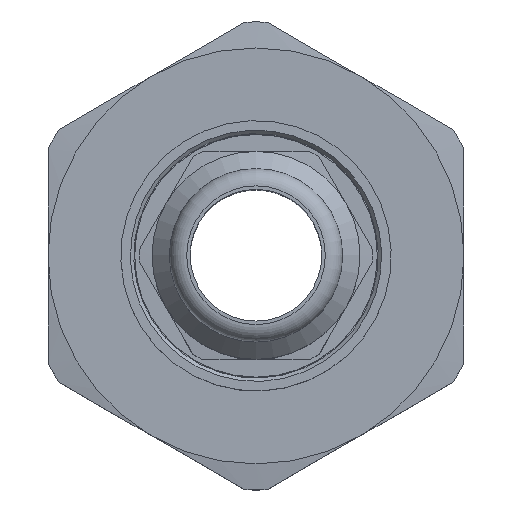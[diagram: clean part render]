
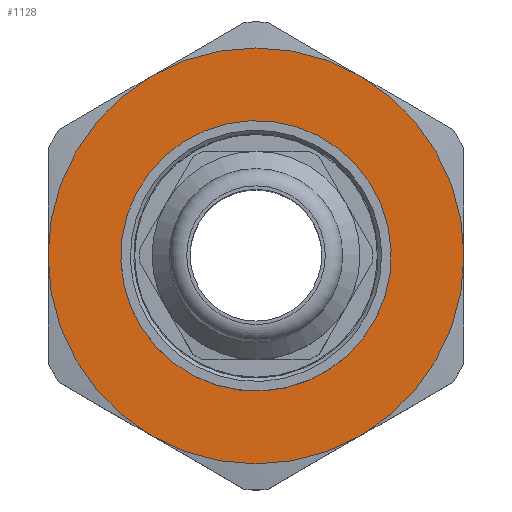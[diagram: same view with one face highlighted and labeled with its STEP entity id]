
A CAD part, top view. The second image highlights one B-rep face of the part: STEP entity #1128.
In plain terms, the highlighted planar face has unit normal (0, 0, 1).
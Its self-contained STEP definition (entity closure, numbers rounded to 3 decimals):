
#61=FACE_BOUND('',#186,.T.);
#68=PLANE('',#1224);
#114=FACE_OUTER_BOUND('',#185,.T.);
#185=EDGE_LOOP('',(#750,#751,#752,#753,#754,#755));
#186=EDGE_LOOP('',(#756));
#345=CIRCLE('',#1223,7.8);
#346=CIRCLE('',#1225,12.);
#347=CIRCLE('',#1226,12.);
#348=CIRCLE('',#1227,12.);
#349=CIRCLE('',#1228,12.);
#350=CIRCLE('',#1229,12.);
#351=CIRCLE('',#1230,12.);
#440=VERTEX_POINT('',#1771);
#441=VERTEX_POINT('',#1775);
#442=VERTEX_POINT('',#1776);
#443=VERTEX_POINT('',#1778);
#444=VERTEX_POINT('',#1780);
#445=VERTEX_POINT('',#1782);
#446=VERTEX_POINT('',#1784);
#561=EDGE_CURVE('',#440,#440,#345,.T.);
#562=EDGE_CURVE('',#441,#442,#346,.T.);
#563=EDGE_CURVE('',#442,#443,#347,.T.);
#564=EDGE_CURVE('',#443,#444,#348,.T.);
#565=EDGE_CURVE('',#444,#445,#349,.T.);
#566=EDGE_CURVE('',#445,#446,#350,.T.);
#567=EDGE_CURVE('',#446,#441,#351,.T.);
#750=ORIENTED_EDGE('',*,*,#562,.T.);
#751=ORIENTED_EDGE('',*,*,#563,.T.);
#752=ORIENTED_EDGE('',*,*,#564,.T.);
#753=ORIENTED_EDGE('',*,*,#565,.T.);
#754=ORIENTED_EDGE('',*,*,#566,.T.);
#755=ORIENTED_EDGE('',*,*,#567,.T.);
#756=ORIENTED_EDGE('',*,*,#561,.T.);
#1128=ADVANCED_FACE('',(#114,#61),#68,.T.);
#1223=AXIS2_PLACEMENT_3D('',#1773,#1404,#1405);
#1224=AXIS2_PLACEMENT_3D('',#1774,#1406,#1407);
#1225=AXIS2_PLACEMENT_3D('',#1777,#1408,#1409);
#1226=AXIS2_PLACEMENT_3D('',#1779,#1410,#1411);
#1227=AXIS2_PLACEMENT_3D('',#1781,#1412,#1413);
#1228=AXIS2_PLACEMENT_3D('',#1783,#1414,#1415);
#1229=AXIS2_PLACEMENT_3D('',#1785,#1416,#1417);
#1230=AXIS2_PLACEMENT_3D('',#1786,#1418,#1419);
#1404=DIRECTION('center_axis',(0.,0.,-1.));
#1405=DIRECTION('ref_axis',(-0.13,-0.992,0.));
#1406=DIRECTION('center_axis',(0.,0.,1.));
#1407=DIRECTION('ref_axis',(1.,0.,0.));
#1408=DIRECTION('center_axis',(0.,0.,1.));
#1409=DIRECTION('ref_axis',(-1.,0.,0.));
#1410=DIRECTION('center_axis',(0.,0.,1.));
#1411=DIRECTION('ref_axis',(-1.,0.,0.));
#1412=DIRECTION('center_axis',(0.,0.,1.));
#1413=DIRECTION('ref_axis',(-1.,0.,0.));
#1414=DIRECTION('center_axis',(0.,0.,1.));
#1415=DIRECTION('ref_axis',(-1.,0.,0.));
#1416=DIRECTION('center_axis',(0.,0.,1.));
#1417=DIRECTION('ref_axis',(-1.,0.,0.));
#1418=DIRECTION('center_axis',(0.,0.,1.));
#1419=DIRECTION('ref_axis',(-1.,0.,0.));
#1771=CARTESIAN_POINT('',(1.011,7.734,0.));
#1773=CARTESIAN_POINT('Origin',(0.,0.,
0.));
#1774=CARTESIAN_POINT('Origin',(0.,0.,0.));
#1775=CARTESIAN_POINT('',(-6.,-10.392,0.));
#1776=CARTESIAN_POINT('',(6.,-10.392,0.));
#1777=CARTESIAN_POINT('Origin',(0.,0.,0.));
#1778=CARTESIAN_POINT('',(12.,0.,0.));
#1779=CARTESIAN_POINT('Origin',(0.,0.,0.));
#1780=CARTESIAN_POINT('',(6.,10.392,0.));
#1781=CARTESIAN_POINT('Origin',(0.,0.,0.));
#1782=CARTESIAN_POINT('',(-6.,10.392,0.));
#1783=CARTESIAN_POINT('Origin',(0.,0.,0.));
#1784=CARTESIAN_POINT('',(-12.,0.,0.));
#1785=CARTESIAN_POINT('Origin',(0.,0.,0.));
#1786=CARTESIAN_POINT('Origin',(0.,0.,0.));
